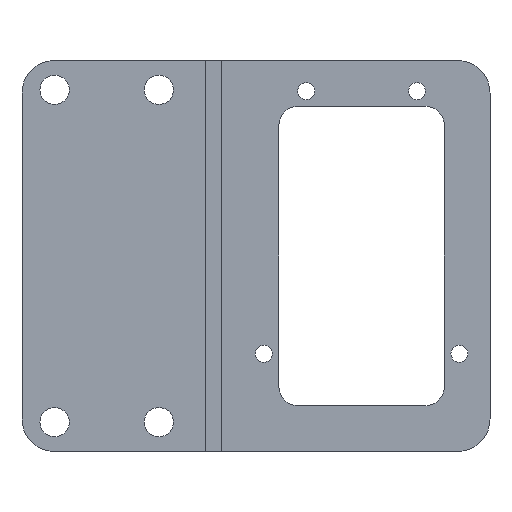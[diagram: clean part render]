
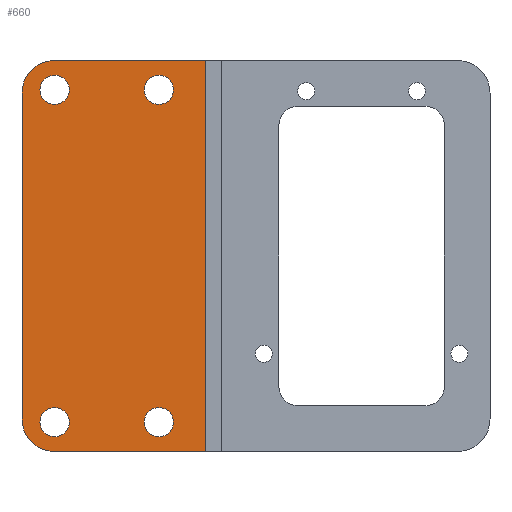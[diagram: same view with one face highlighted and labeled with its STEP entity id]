
A CAD part, front view. The second image highlights one B-rep face of the part: STEP entity #660.
In plain terms, the highlighted planar face has unit normal (0, -1, 0).
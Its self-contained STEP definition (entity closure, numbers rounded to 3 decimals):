
#6 = CARTESIAN_POINT ( 'NONE',  ( -20.822, 28.15, 5. ) ) ;
#14 = DIRECTION ( 'NONE',  ( 1., 0., 0. ) ) ;
#31 = CARTESIAN_POINT ( 'NONE',  ( 2.339, 28.15, 0. ) ) ;
#33 = DIRECTION ( 'NONE',  ( 0., -1., 0. ) ) ;
#39 = DIRECTION ( 'NONE',  ( 0., -1., 0. ) ) ;
#42 = AXIS2_PLACEMENT_3D ( 'NONE', #539, #1078, #433 ) ;
#50 = VECTOR ( 'NONE', #14, 1000. ) ;
#62 = ORIENTED_EDGE ( 'NONE', *, *, #596, .T. ) ;
#86 = DIRECTION ( 'NONE',  ( 0., -1., 0. ) ) ;
#97 = EDGE_CURVE ( 'NONE', #99, #934, #1014, .T. ) ;
#99 = VERTEX_POINT ( 'NONE', #1047 ) ;
#107 = AXIS2_PLACEMENT_3D ( 'NONE', #974, #321, #869 ) ;
#111 = DIRECTION ( 'NONE',  ( 0., -1., 0. ) ) ;
#140 = CARTESIAN_POINT ( 'NONE',  ( -4.822, 28.15, 4.5 ) ) ;
#162 = CARTESIAN_POINT ( 'NONE',  ( -25.822, 28.15, 55. ) ) ;
#163 = AXIS2_PLACEMENT_3D ( 'NONE', #6, #976, #530 ) ;
#188 = VERTEX_POINT ( 'NONE', #1240 ) ;
#193 = EDGE_CURVE ( 'NONE', #1275, #359, #698, .T. ) ;
#217 = AXIS2_PLACEMENT_3D ( 'NONE', #140, #39, #1308 ) ;
#231 = VERTEX_POINT ( 'NONE', #374 ) ;
#237 = DIRECTION ( 'NONE',  ( 0., 0., 1. ) ) ;
#248 = CIRCLE ( 'NONE', #558, 2.25 ) ;
#296 = EDGE_LOOP ( 'NONE', ( #586, #890 ) ) ;
#313 = DIRECTION ( 'NONE',  ( 0., 0., -1. ) ) ;
#321 = DIRECTION ( 'NONE',  ( 0., -1., 0. ) ) ;
#326 = CARTESIAN_POINT ( 'NONE',  ( -25.822, 28.15, 60. ) ) ;
#359 = VERTEX_POINT ( 'NONE', #999 ) ;
#360 = ORIENTED_EDGE ( 'NONE', *, *, #1145, .F. ) ;
#374 = CARTESIAN_POINT ( 'NONE',  ( -4.822, 28.15, 53.25 ) ) ;
#379 = DIRECTION ( 'NONE',  ( 0., 0., -1. ) ) ;
#393 = CARTESIAN_POINT ( 'NONE',  ( 2.339, 28.15, 0. ) ) ;
#394 = EDGE_LOOP ( 'NONE', ( #475, #1019 ) ) ;
#416 = CIRCLE ( 'NONE', #42, 2.25 ) ;
#417 = CIRCLE ( 'NONE', #163, 5. ) ;
#423 = CARTESIAN_POINT ( 'NONE',  ( -4.822, 28.15, 55.5 ) ) ;
#433 = DIRECTION ( 'NONE',  ( 0., 0., -1. ) ) ;
#461 = EDGE_CURVE ( 'NONE', #231, #790, #911, .T. ) ;
#467 = DIRECTION ( 'NONE',  ( 0., -1., 0. ) ) ;
#474 = FACE_BOUND ( 'NONE', #296, .T. ) ;
#475 = ORIENTED_EDGE ( 'NONE', *, *, #1358, .F. ) ;
#481 = EDGE_CURVE ( 'NONE', #875, #603, #696, .T. ) ;
#490 = AXIS2_PLACEMENT_3D ( 'NONE', #423, #1071, #313 ) ;
#524 = EDGE_LOOP ( 'NONE', ( #360, #632 ) ) ;
#530 = DIRECTION ( 'NONE',  ( 0., 0., 1. ) ) ;
#539 = CARTESIAN_POINT ( 'NONE',  ( -20.822, 28.15, 4.5 ) ) ;
#543 = VERTEX_POINT ( 'NONE', #655 ) ;
#552 = DIRECTION ( 'NONE',  ( 1., 0., 0. ) ) ;
#558 = AXIS2_PLACEMENT_3D ( 'NONE', #861, #111, #752 ) ;
#569 = AXIS2_PLACEMENT_3D ( 'NONE', #838, #86, #726 ) ;
#570 = DIRECTION ( 'NONE',  ( 0., -1., 0. ) ) ;
#573 = CIRCLE ( 'NONE', #490, 2.25 ) ;
#586 = ORIENTED_EDGE ( 'NONE', *, *, #461, .F. ) ;
#596 = EDGE_CURVE ( 'NONE', #359, #757, #417, .T. ) ;
#597 = CARTESIAN_POINT ( 'NONE',  ( -20.822, 28.15, 6.75 ) ) ;
#603 = VERTEX_POINT ( 'NONE', #964 ) ;
#607 = CARTESIAN_POINT ( 'NONE',  ( -20.822, 28.15, 60. ) ) ;
#632 = ORIENTED_EDGE ( 'NONE', *, *, #1126, .F. ) ;
#655 = CARTESIAN_POINT ( 'NONE',  ( -4.822, 28.15, 6.75 ) ) ;
#656 = FACE_OUTER_BOUND ( 'NONE', #1219, .T. ) ;
#660 = ADVANCED_FACE ( 'NONE', ( #724, #972, #474, #1224, #656 ), #1129, .F. ) ;
#663 = AXIS2_PLACEMENT_3D ( 'NONE', #326, #1105, #237 ) ;
#667 = DIRECTION ( 'NONE',  ( 0., 0., -1. ) ) ;
#681 = EDGE_CURVE ( 'NONE', #757, #856, #1155, .T. ) ;
#683 = DIRECTION ( 'NONE',  ( 0., 0., 1. ) ) ;
#696 = LINE ( 'NONE', #1300, #941 ) ;
#698 = LINE ( 'NONE', #1031, #1245 ) ;
#724 = FACE_BOUND ( 'NONE', #524, .T. ) ;
#726 = DIRECTION ( 'NONE',  ( 0., 0., 1. ) ) ;
#752 = DIRECTION ( 'NONE',  ( 0., 0., 1. ) ) ;
#757 = VERTEX_POINT ( 'NONE', #1295 ) ;
#774 = CIRCLE ( 'NONE', #217, 2.25 ) ;
#775 = CARTESIAN_POINT ( 'NONE',  ( -4.822, 28.15, 55.5 ) ) ;
#780 = VECTOR ( 'NONE', #1040, 1000. ) ;
#789 = CARTESIAN_POINT ( 'NONE',  ( -20.822, 28.15, 55.5 ) ) ;
#790 = VERTEX_POINT ( 'NONE', #795 ) ;
#795 = CARTESIAN_POINT ( 'NONE',  ( -4.822, 28.15, 57.75 ) ) ;
#798 = ORIENTED_EDGE ( 'NONE', *, *, #801, .F. ) ;
#801 = EDGE_CURVE ( 'NONE', #934, #99, #909, .T. ) ;
#811 = AXIS2_PLACEMENT_3D ( 'NONE', #1212, #467, #1187 ) ;
#827 = EDGE_CURVE ( 'NONE', #875, #1275, #848, .T. ) ;
#828 = VERTEX_POINT ( 'NONE', #597 ) ;
#838 = CARTESIAN_POINT ( 'NONE',  ( -20.822, 28.15, 55.5 ) ) ;
#843 = ORIENTED_EDGE ( 'NONE', *, *, #681, .T. ) ;
#844 = EDGE_CURVE ( 'NONE', #603, #856, #1341, .T. ) ;
#848 = CIRCLE ( 'NONE', #811, 5. ) ;
#856 = VERTEX_POINT ( 'NONE', #393 ) ;
#861 = CARTESIAN_POINT ( 'NONE',  ( -4.822, 28.15, 4.5 ) ) ;
#869 = DIRECTION ( 'NONE',  ( 0., 0., -1. ) ) ;
#875 = VERTEX_POINT ( 'NONE', #607 ) ;
#887 = ORIENTED_EDGE ( 'NONE', *, *, #193, .T. ) ;
#890 = ORIENTED_EDGE ( 'NONE', *, *, #953, .F. ) ;
#891 = CARTESIAN_POINT ( 'NONE',  ( -25.822, 28.15, 0. ) ) ;
#901 = AXIS2_PLACEMENT_3D ( 'NONE', #775, #33, #667 ) ;
#909 = CIRCLE ( 'NONE', #1094, 2.25 ) ;
#911 = CIRCLE ( 'NONE', #901, 2.25 ) ;
#918 = CARTESIAN_POINT ( 'NONE',  ( -20.822, 28.15, 53.25 ) ) ;
#934 = VERTEX_POINT ( 'NONE', #918 ) ;
#941 = VECTOR ( 'NONE', #552, 1000. ) ;
#953 = EDGE_CURVE ( 'NONE', #790, #231, #573, .T. ) ;
#959 = EDGE_CURVE ( 'NONE', #543, #188, #248, .T. ) ;
#964 = CARTESIAN_POINT ( 'NONE',  ( 2.339, 28.15, 60. ) ) ;
#972 = FACE_BOUND ( 'NONE', #973, .T. ) ;
#973 = EDGE_LOOP ( 'NONE', ( #798, #1137 ) ) ;
#974 = CARTESIAN_POINT ( 'NONE',  ( -20.822, 28.15, 4.5 ) ) ;
#976 = DIRECTION ( 'NONE',  ( 0., -1., 0. ) ) ;
#982 = ORIENTED_EDGE ( 'NONE', *, *, #844, .F. ) ;
#984 = VERTEX_POINT ( 'NONE', #1272 ) ;
#989 = CIRCLE ( 'NONE', #107, 2.25 ) ;
#999 = CARTESIAN_POINT ( 'NONE',  ( -25.822, 28.15, 5. ) ) ;
#1014 = CIRCLE ( 'NONE', #569, 2.25 ) ;
#1019 = ORIENTED_EDGE ( 'NONE', *, *, #959, .F. ) ;
#1031 = CARTESIAN_POINT ( 'NONE',  ( -25.822, 28.15, 60. ) ) ;
#1040 = DIRECTION ( 'NONE',  ( 0., 0., -1. ) ) ;
#1047 = CARTESIAN_POINT ( 'NONE',  ( -20.822, 28.15, 57.75 ) ) ;
#1071 = DIRECTION ( 'NONE',  ( 0., -1., 0. ) ) ;
#1078 = DIRECTION ( 'NONE',  ( 0., -1., 0. ) ) ;
#1094 = AXIS2_PLACEMENT_3D ( 'NONE', #789, #570, #683 ) ;
#1105 = DIRECTION ( 'NONE',  ( 0., 1., 0. ) ) ;
#1126 = EDGE_CURVE ( 'NONE', #828, #984, #989, .T. ) ;
#1129 = PLANE ( 'NONE',  #663 ) ;
#1137 = ORIENTED_EDGE ( 'NONE', *, *, #97, .F. ) ;
#1145 = EDGE_CURVE ( 'NONE', #984, #828, #416, .T. ) ;
#1155 = LINE ( 'NONE', #891, #50 ) ;
#1187 = DIRECTION ( 'NONE',  ( 0., 0., 1. ) ) ;
#1212 = CARTESIAN_POINT ( 'NONE',  ( -20.822, 28.15, 55. ) ) ;
#1219 = EDGE_LOOP ( 'NONE', ( #843, #982, #1349, #1351, #887, #62 ) ) ;
#1224 = FACE_BOUND ( 'NONE', #394, .T. ) ;
#1240 = CARTESIAN_POINT ( 'NONE',  ( -4.822, 28.15, 2.25 ) ) ;
#1245 = VECTOR ( 'NONE', #379, 1000. ) ;
#1272 = CARTESIAN_POINT ( 'NONE',  ( -20.822, 28.15, 2.25 ) ) ;
#1275 = VERTEX_POINT ( 'NONE', #162 ) ;
#1295 = CARTESIAN_POINT ( 'NONE',  ( -20.822, 28.15, 0. ) ) ;
#1300 = CARTESIAN_POINT ( 'NONE',  ( -25.822, 28.15, 60. ) ) ;
#1308 = DIRECTION ( 'NONE',  ( 0., 0., 1. ) ) ;
#1341 = LINE ( 'NONE', #31, #780 ) ;
#1349 = ORIENTED_EDGE ( 'NONE', *, *, #481, .F. ) ;
#1351 = ORIENTED_EDGE ( 'NONE', *, *, #827, .T. ) ;
#1358 = EDGE_CURVE ( 'NONE', #188, #543, #774, .T. ) ;
